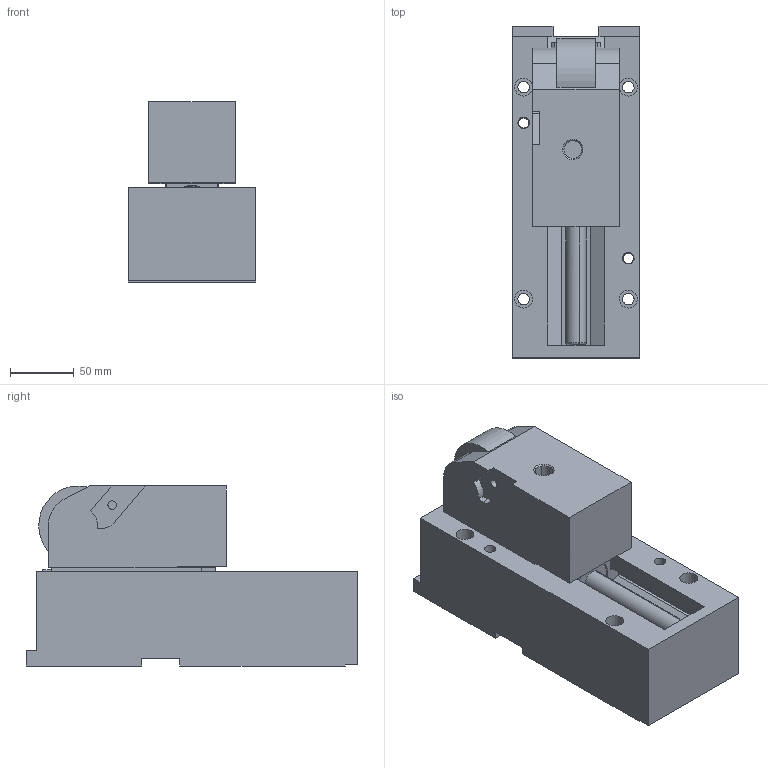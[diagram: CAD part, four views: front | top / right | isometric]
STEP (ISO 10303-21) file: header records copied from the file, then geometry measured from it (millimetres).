
FILE_DESCRIPTION(('CATIA V5 STEP Exchange'),'2;1');
FILE_NAME('CRCS-03000-100_2.stp','2015-09-08T10:48:52+00:00',('none'),('none'),'CATIA Version 5 Release 20 GA (IN-10)','CATIA V5 STEP AP203','none');
FILE_SCHEMA(('CONFIG_CONTROL_DESIGN'));
Length unit declared in the file: millimetre
Products named in the file (1): CRCS-03000-100_2
Bounding box: 100 x 260 x 141 mm (x, y, z)
Volume: 2218217.8 mm3; surface area: 239837.1 mm2
Topology: 3 solids, 3 shells, 207 faces, 533 edges, 342 vertices
Faces by surface type: plane 132, cylinder 56, cone 12, torus 7
Entity records: 5955 total; most frequent: CARTESIAN_POINT 1123, ORIENTED_EDGE 1058, DIRECTION 822, EDGE_CURVE 529, VECTOR 371, LINE 371, VERTEX_POINT 342, AXIS2_PLACEMENT_3D 296
